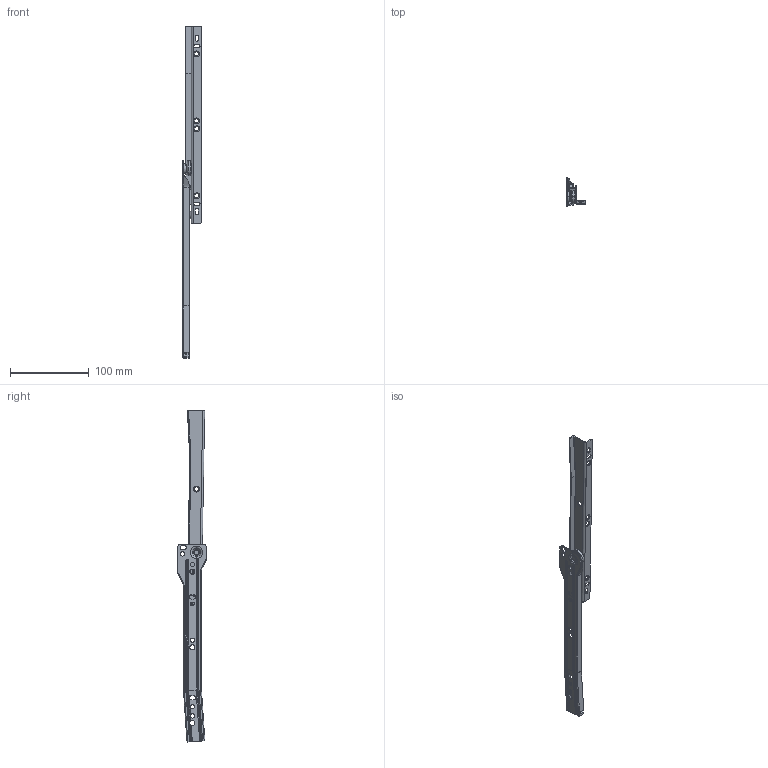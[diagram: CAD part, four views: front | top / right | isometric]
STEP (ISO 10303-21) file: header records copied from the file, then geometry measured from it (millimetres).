
FILE_DESCRIPTION (( 'STEP AP214' ), '1' );
FILE_NAME ('FR_1921.0250mm_10inch_open_left.STEP', '2022-11-07T06:32:58', ( '' ), ( '' ), 'SwSTEP 2.0', 'SolidWorks 2020', '' );
FILE_SCHEMA (( 'AUTOMOTIVE_DESIGN' ));
Length unit declared in the file: millimetre
Products named in the file (9): 1921.XXX-01.C022_NL  250; 1921.XXX-03.C022_NL  250; 1921 CABINET RIVET; 1921 DRAWER ROLLER; FR_1921.0250mm_10inch_open_left; 1921 CABINET ROLLER; 1921 DRAWER RIVET
Assembly tree (8 placements, depth 3):
  FR_1921.0250mm_10inch_open_left
    1921.XXX-01.C022_NL  250
      1921.XXX-01.C022_NL  250
      1921 CABINET RIVET
      1921 CABINET ROLLER
    1921.XXX-03.C022_NL  250
      1921.XXX-03.C022_NL  250
      1921 DRAWER RIVET
      1921 DRAWER ROLLER
Bounding box: 23.9 x 37 x 421.17 mm (x, y, z)
Volume: 23473.3 mm3; surface area: 39969.5 mm2
Topology: 6 solids, 6 shells, 382 faces, 959 edges, 593 vertices
Faces by surface type: cylinder 170, plane 133, cone 41, torus 32, bspline 6
Entity records: 12092 total; most frequent: CARTESIAN_POINT 2462, DIRECTION 2048, ORIENTED_EDGE 1908, EDGE_CURVE 954, AXIS2_PLACEMENT_3D 779, VERTEX_POINT 593, VECTOR 490, LINE 490
